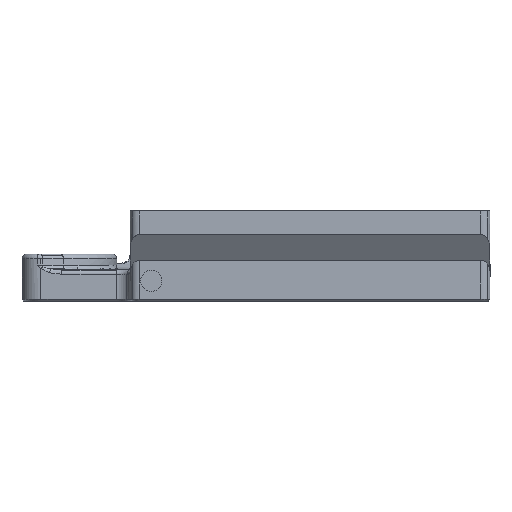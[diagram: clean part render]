
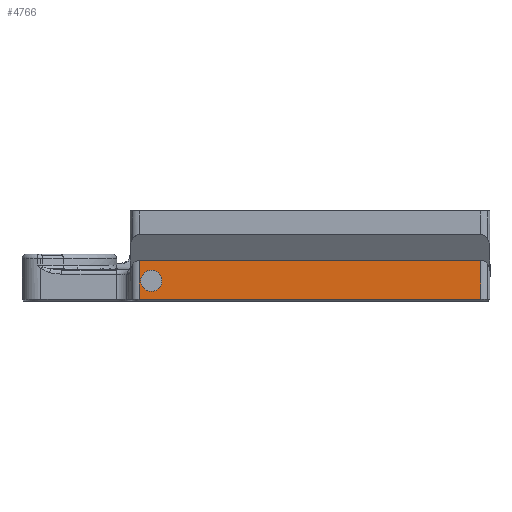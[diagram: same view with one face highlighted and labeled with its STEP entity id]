
A CAD part, front view. The second image highlights one B-rep face of the part: STEP entity #4766.
In plain terms, the highlighted planar face has unit normal (0, -1, 0).
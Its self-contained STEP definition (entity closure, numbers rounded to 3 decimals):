
#206 = VECTOR ( 'NONE', #8092, 1000. ) ;
#226 = VERTEX_POINT ( 'NONE', #9780 ) ;
#477 = PLANE ( 'NONE',  #3644 ) ;
#560 = DIRECTION ( 'NONE',  ( 0., 0., -1. ) ) ;
#760 = CIRCLE ( 'NONE', #13459, 2.35 ) ;
#846 = LINE ( 'NONE', #3088, #924 ) ;
#924 = VECTOR ( 'NONE', #5333, 1000. ) ;
#1199 = EDGE_CURVE ( 'NONE', #226, #12081, #10682, .T. ) ;
#1366 = ORIENTED_EDGE ( 'NONE', *, *, #4049, .F. ) ;
#1525 = EDGE_LOOP ( 'NONE', ( #10315, #4905, #5316, #7869 ) ) ;
#1622 = CARTESIAN_POINT ( 'NONE',  ( -72.65, 4., 4.5 ) ) ;
#1760 = DIRECTION ( 'NONE',  ( 0., 0., 1. ) ) ;
#1929 = DIRECTION ( 'NONE',  ( -1., 0., 0. ) ) ;
#2531 = LINE ( 'NONE', #3690, #206 ) ;
#2727 = CARTESIAN_POINT ( 'NONE',  ( -75., 4., 4.5 ) ) ;
#2920 = DIRECTION ( 'NONE',  ( 0., 1., 0. ) ) ;
#3065 = EDGE_CURVE ( 'NONE', #5926, #14184, #760, .T. ) ;
#3088 = CARTESIAN_POINT ( 'NONE',  ( -25., 4., 9. ) ) ;
#3248 = CARTESIAN_POINT ( 'NONE',  ( -75., 4., 4.5 ) ) ;
#3272 = CARTESIAN_POINT ( 'NONE',  ( -2., 4., 9. ) ) ;
#3644 = AXIS2_PLACEMENT_3D ( 'NONE', #11668, #2920, #1760 ) ;
#3690 = CARTESIAN_POINT ( 'NONE',  ( -2., 4., 14.5 ) ) ;
#4020 = CARTESIAN_POINT ( 'NONE',  ( -45.25, 4., 0.4 ) ) ;
#4049 = EDGE_CURVE ( 'NONE', #14184, #5926, #6164, .T. ) ;
#4747 = VECTOR ( 'NONE', #1929, 1000. ) ;
#4766 = ADVANCED_FACE ( 'NONE', ( #7247, #7106 ), #477, .F. ) ;
#4905 = ORIENTED_EDGE ( 'NONE', *, *, #7775, .T. ) ;
#5316 = ORIENTED_EDGE ( 'NONE', *, *, #1199, .F. ) ;
#5333 = DIRECTION ( 'NONE',  ( -1., 0., 0. ) ) ;
#5385 = CARTESIAN_POINT ( 'NONE',  ( -77.7, 4., 0.4 ) ) ;
#5926 = VERTEX_POINT ( 'NONE', #12521 ) ;
#6164 = CIRCLE ( 'NONE', #9179, 2.35 ) ;
#6704 = CARTESIAN_POINT ( 'NONE',  ( -77.7, 4., 9. ) ) ;
#7106 = FACE_BOUND ( 'NONE', #11887, .T. ) ;
#7247 = FACE_OUTER_BOUND ( 'NONE', #1525, .T. ) ;
#7775 = EDGE_CURVE ( 'NONE', #9088, #12081, #10106, .T. ) ;
#7785 = DIRECTION ( 'NONE',  ( 0., -1., 0. ) ) ;
#7869 = ORIENTED_EDGE ( 'NONE', *, *, #10751, .F. ) ;
#8092 = DIRECTION ( 'NONE',  ( 0., 0., -1. ) ) ;
#9023 = VECTOR ( 'NONE', #9106, 1000. ) ;
#9088 = VERTEX_POINT ( 'NONE', #6704 ) ;
#9106 = DIRECTION ( 'NONE',  ( 0., 0., -1. ) ) ;
#9179 = AXIS2_PLACEMENT_3D ( 'NONE', #3248, #7785, #9671 ) ;
#9671 = DIRECTION ( 'NONE',  ( 0., 0., -1. ) ) ;
#9780 = CARTESIAN_POINT ( 'NONE',  ( -2., 4., 0.4 ) ) ;
#10106 = LINE ( 'NONE', #12013, #9023 ) ;
#10315 = ORIENTED_EDGE ( 'NONE', *, *, #14037, .T. ) ;
#10682 = LINE ( 'NONE', #4020, #4747 ) ;
#10751 = EDGE_CURVE ( 'NONE', #11087, #226, #2531, .T. ) ;
#11087 = VERTEX_POINT ( 'NONE', #3272 ) ;
#11668 = CARTESIAN_POINT ( 'NONE',  ( -25., 4., 9. ) ) ;
#11683 = DIRECTION ( 'NONE',  ( 0., -1., 0. ) ) ;
#11801 = ORIENTED_EDGE ( 'NONE', *, *, #3065, .F. ) ;
#11887 = EDGE_LOOP ( 'NONE', ( #1366, #11801 ) ) ;
#12013 = CARTESIAN_POINT ( 'NONE',  ( -77.7, 4., 4.5 ) ) ;
#12081 = VERTEX_POINT ( 'NONE', #5385 ) ;
#12521 = CARTESIAN_POINT ( 'NONE',  ( -77.35, 4., 4.5 ) ) ;
#13459 = AXIS2_PLACEMENT_3D ( 'NONE', #2727, #11683, #560 ) ;
#14037 = EDGE_CURVE ( 'NONE', #11087, #9088, #846, .T. ) ;
#14184 = VERTEX_POINT ( 'NONE', #1622 ) ;
